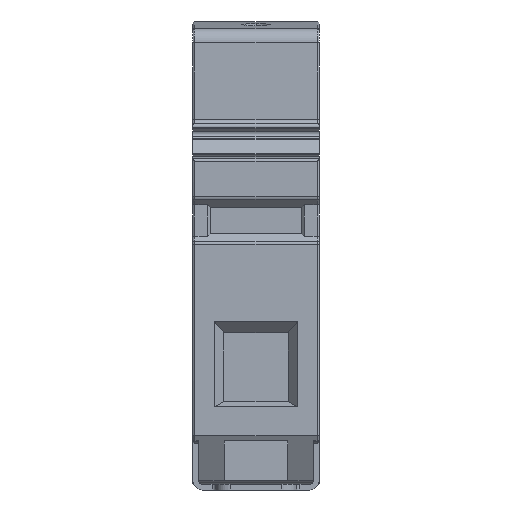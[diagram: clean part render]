
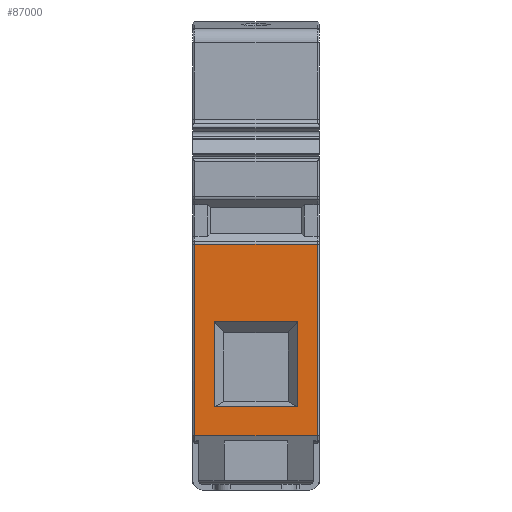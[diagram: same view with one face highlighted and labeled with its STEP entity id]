
A CAD part, front view. The second image highlights one B-rep face of the part: STEP entity #87000.
In plain terms, the highlighted face is planar.
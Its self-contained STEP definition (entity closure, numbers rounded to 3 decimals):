
#19880=CARTESIAN_POINT('',(489.803,286.813,
0.35));
#19890=VERTEX_POINT('',#19880);
#19920=CARTESIAN_POINT('',(489.803,286.813,0.));
#19930=DIRECTION('',(0.,0.,-1.));
#19940=VECTOR('',#19930,1.);
#19950=LINE('',#19920,#19940);
#19960=CARTESIAN_POINT('',(489.803,286.813,17.35));
#19970=VERTEX_POINT('',#19960);
#19980=EDGE_CURVE('',#19970,#19890,#19950,.T.);
#52730=CARTESIAN_POINT('',(489.803,313.314,
0.35));
#52740=VERTEX_POINT('',#52730);
#54940=CARTESIAN_POINT('',(489.803,290.775,
3.057));
#54950=VERTEX_POINT('',#54940);
#55100=CARTESIAN_POINT('',(489.803,290.775,
14.643));
#55110=VERTEX_POINT('',#55100);
#55140=CARTESIAN_POINT('',(489.803,290.775,0.148));
#55150=DIRECTION('',(0.,0.,1.));
#55160=VECTOR('',#55150,1.);
#55170=LINE('',#55140,#55160);
#55180=EDGE_CURVE('',#54950,#55110,#55170,.T.);
#57140=CARTESIAN_POINT('',(489.803,302.663,
3.057));
#57150=VERTEX_POINT('',#57140);
#57270=CARTESIAN_POINT('',(489.803,0.,
3.057));
#57280=DIRECTION('',(0.,1.,0.));
#57290=VECTOR('',#57280,1.);
#57300=LINE('',#57270,#57290);
#57310=EDGE_CURVE('',#54950,#57150,#57300,.T.);
#58010=CARTESIAN_POINT('',(489.803,302.663,
14.643));
#58020=VERTEX_POINT('',#58010);
#58050=CARTESIAN_POINT('',(489.803,0.,
14.643));
#58060=DIRECTION('',(0.,-1.,0.));
#58070=VECTOR('',#58060,1.);
#58080=LINE('',#58050,#58070);
#58090=EDGE_CURVE('',#58020,#55110,#58080,.T.);
#59510=CARTESIAN_POINT('',(489.803,302.663,0.148));
#59520=DIRECTION('',(0.,0.,-1.));
#59530=VECTOR('',#59520,1.);
#59540=LINE('',#59510,#59530);
#59550=EDGE_CURVE('',#58020,#57150,#59540,.T.);
#67540=CARTESIAN_POINT('',(489.803,313.314,17.35));
#67550=VERTEX_POINT('',#67540);
#71750=CARTESIAN_POINT('',(489.803,0.,17.35));
#71760=DIRECTION('',(0.,-1.,0.));
#71770=VECTOR('',#71760,1.);
#71780=LINE('',#71750,#71770);
#71790=EDGE_CURVE('',#67550,#19970,#71780,.T.);
#78590=CARTESIAN_POINT('',(489.803,313.314,0.));
#78600=DIRECTION('',(0.,0.,1.));
#78610=VECTOR('',#78600,1.);
#78620=LINE('',#78590,#78610);
#78630=EDGE_CURVE('',#52740,#67550,#78620,.T.);
#81830=CARTESIAN_POINT('',(489.803,0.,0.35));
#81840=DIRECTION('',(0.,1.,0.));
#81850=VECTOR('',#81840,1.);
#81860=LINE('',#81830,#81850);
#81870=EDGE_CURVE('',#19890,#52740,#81860,.T.);
#86830=CARTESIAN_POINT('',(489.803,313.563,17.65));
#86840=DIRECTION('',(-1.,0.,0.));
#86850=DIRECTION('',(0.,1.,0.));
#86860=AXIS2_PLACEMENT_3D('',#86830,#86840,#86850);
#86870=PLANE('',#86860);
#86880=ORIENTED_EDGE('',*,*,#59550,.F.);
#86890=ORIENTED_EDGE('',*,*,#57310,.T.);
#86900=ORIENTED_EDGE('',*,*,#55180,.F.);
#86910=ORIENTED_EDGE('',*,*,#58090,.T.);
#86920=EDGE_LOOP('',(#86910,#86900,#86890,#86880));
#86930=FACE_BOUND('',#86920,.T.);
#86940=ORIENTED_EDGE('',*,*,#71790,.F.);
#86950=ORIENTED_EDGE('',*,*,#19980,.F.);
#86960=ORIENTED_EDGE('',*,*,#81870,.F.);
#86970=ORIENTED_EDGE('',*,*,#78630,.F.);
#86980=EDGE_LOOP('',(#86970,#86960,#86950,#86940));
#86990=FACE_OUTER_BOUND('',#86980,.T.);
#87000=ADVANCED_FACE('',(#86930,#86990),#86870,.T.);
